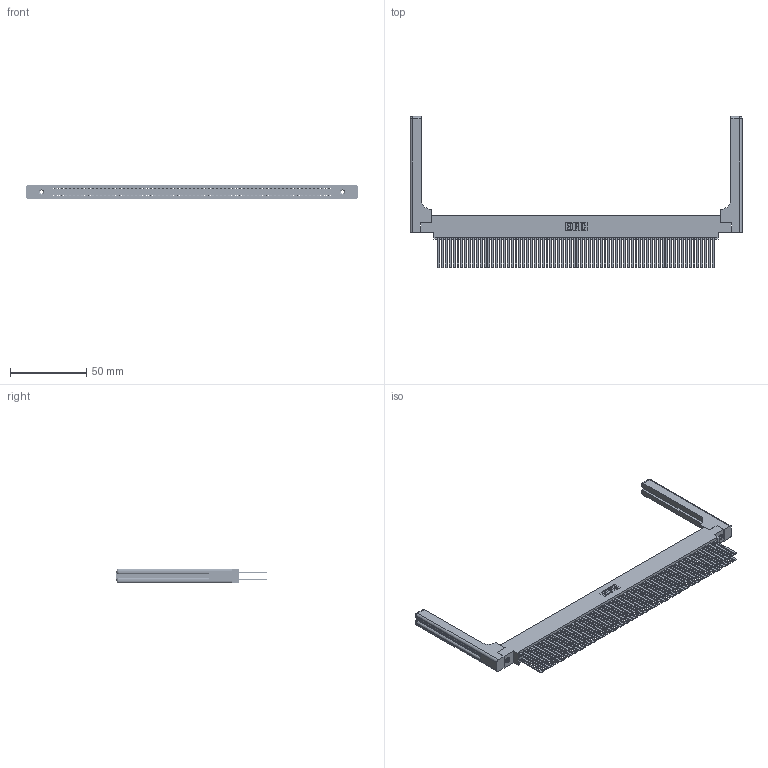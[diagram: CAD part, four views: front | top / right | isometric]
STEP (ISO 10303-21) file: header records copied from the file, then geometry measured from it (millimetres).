
FILE_DESCRIPTION (( 'STEP AP203' ), '1' );
FILE_NAME ('345-144-544-858.STEP', '2019-11-09T11:04:41', ( '' ), ( '' ), 'SwSTEP 2.0', 'SolidWorks 2016', '' );
FILE_SCHEMA (( 'CONFIG_CONTROL_DESIGN' ));
Length unit declared in the file: inch
Products named in the file (5): 345-144-544-858; 345-220-058_345-220-058; 345 Part_0.170 Offset - 0.156 Dia-TH; 345-292-001_345-293-144; 345-250-001_345-250-001-102
Assembly tree (149 placements, depth 2):
  345-144-544-858
    345 Part_0.170 Offset - 0.156 Dia-TH
    345-292-001_345-293-144  x144
    345-250-001_345-250-001-102  x2
    345-220-058_345-220-058  x2
Bounding box: 217.91 x 99.24 x 9.4 mm (x, y, z)
Volume: 31826.5 mm3; surface area: 46217 mm2
Topology: 149 solids, 149 shells, 6722 faces, 19883 edges, 13042 vertices
Faces by surface type: plane 4408, cylinder 2254, bspline 36, cone 12, sphere 8, torus 4
Entity records: 57584 total; most frequent: CARTESIAN_POINT 10617, ORIENTED_EDGE 9348, DIRECTION 8254, EDGE_CURVE 4674, LINE 4166, VECTOR 4166, VERTEX_POINT 3106, AXIS2_PLACEMENT_3D 2044
